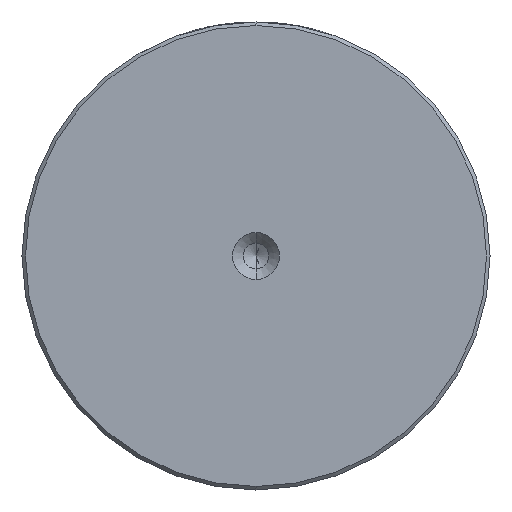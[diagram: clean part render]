
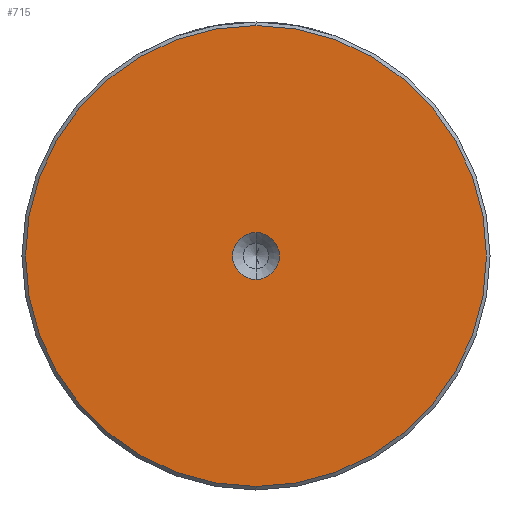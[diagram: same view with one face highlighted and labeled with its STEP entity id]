
A CAD part, left-side view. The second image highlights one B-rep face of the part: STEP entity #715.
In plain terms, the highlighted planar face has unit normal (-1, 0, 0).
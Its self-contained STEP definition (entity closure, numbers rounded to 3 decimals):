
#122 = FACE_OUTER_BOUND ( 'NONE', #2535, .T. ) ;
#184 = CARTESIAN_POINT ( 'NONE',  ( 0., 0., -32.5 ) ) ;
#188 = DIRECTION ( 'NONE',  ( -1., 0., 0. ) ) ;
#251 = CARTESIAN_POINT ( 'NONE',  ( 0., 0., 0. ) ) ;
#253 = DIRECTION ( 'NONE',  ( -1., 0., 0. ) ) ;
#285 = EDGE_CURVE ( 'NONE', #3085, #1708, #1525, .T. ) ;
#334 = CIRCLE ( 'NONE', #978, 3.3 ) ;
#351 = EDGE_LOOP ( 'NONE', ( #688, #1467 ) ) ;
#542 = DIRECTION ( 'NONE',  ( -1., 0., 0. ) ) ;
#688 = ORIENTED_EDGE ( 'NONE', *, *, #2296, .F. ) ;
#706 = ORIENTED_EDGE ( 'NONE', *, *, #285, .T. ) ;
#715 = ADVANCED_FACE ( 'NONE', ( #122, #776 ), #2254, .T. ) ;
#776 = FACE_BOUND ( 'NONE', #351, .T. ) ;
#929 = AXIS2_PLACEMENT_3D ( 'NONE', #1235, #253, #948 ) ;
#948 = DIRECTION ( 'NONE',  ( 0., 0., 1. ) ) ;
#978 = AXIS2_PLACEMENT_3D ( 'NONE', #2054, #542, #2297 ) ;
#988 = DIRECTION ( 'NONE',  ( -1., 0., 0. ) ) ;
#1235 = CARTESIAN_POINT ( 'NONE',  ( 0., 0., 0. ) ) ;
#1261 = AXIS2_PLACEMENT_3D ( 'NONE', #251, #988, #2749 ) ;
#1282 = ORIENTED_EDGE ( 'NONE', *, *, #2516, .T. ) ;
#1358 = DIRECTION ( 'NONE',  ( -1., 0., 0. ) ) ;
#1369 = CARTESIAN_POINT ( 'NONE',  ( 0., 0., 32.5 ) ) ;
#1467 = ORIENTED_EDGE ( 'NONE', *, *, #2838, .F. ) ;
#1468 = CARTESIAN_POINT ( 'NONE',  ( 0., 0., -3.3 ) ) ;
#1525 = CIRCLE ( 'NONE', #929, 32.5 ) ;
#1696 = CIRCLE ( 'NONE', #2308, 3.3 ) ;
#1708 = VERTEX_POINT ( 'NONE', #1369 ) ;
#1713 = CARTESIAN_POINT ( 'NONE',  ( 0., 0., 0. ) ) ;
#1851 = VERTEX_POINT ( 'NONE', #1468 ) ;
#1925 = AXIS2_PLACEMENT_3D ( 'NONE', #1713, #188, #1954 ) ;
#1954 = DIRECTION ( 'NONE',  ( 0., 0., 1. ) ) ;
#2000 = CARTESIAN_POINT ( 'NONE',  ( 0., 0., 3.3 ) ) ;
#2054 = CARTESIAN_POINT ( 'NONE',  ( 0., 0., 0. ) ) ;
#2254 = PLANE ( 'NONE',  #1261 ) ;
#2296 = EDGE_CURVE ( 'NONE', #3165, #1851, #1696, .T. ) ;
#2297 = DIRECTION ( 'NONE',  ( 0., 0., 1. ) ) ;
#2308 = AXIS2_PLACEMENT_3D ( 'NONE', #2845, #1358, #3093 ) ;
#2516 = EDGE_CURVE ( 'NONE', #1708, #3085, #2962, .T. ) ;
#2535 = EDGE_LOOP ( 'NONE', ( #706, #1282 ) ) ;
#2749 = DIRECTION ( 'NONE',  ( 0., 0., 1. ) ) ;
#2838 = EDGE_CURVE ( 'NONE', #1851, #3165, #334, .T. ) ;
#2845 = CARTESIAN_POINT ( 'NONE',  ( 0., 0., 0. ) ) ;
#2962 = CIRCLE ( 'NONE', #1925, 32.5 ) ;
#3085 = VERTEX_POINT ( 'NONE', #184 ) ;
#3093 = DIRECTION ( 'NONE',  ( 0., 0., 1. ) ) ;
#3165 = VERTEX_POINT ( 'NONE', #2000 ) ;
